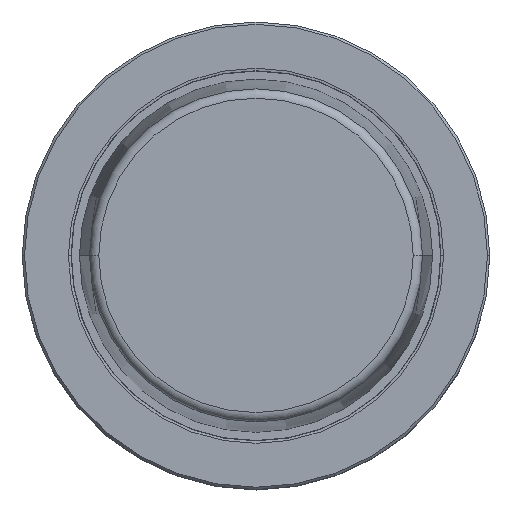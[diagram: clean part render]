
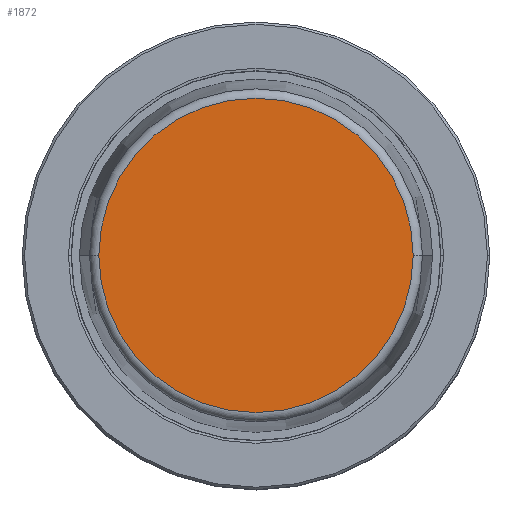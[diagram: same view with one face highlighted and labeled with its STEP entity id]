
A CAD part, top view. The second image highlights one B-rep face of the part: STEP entity #1872.
In plain terms, the highlighted planar face has unit normal (0, 0, 1).
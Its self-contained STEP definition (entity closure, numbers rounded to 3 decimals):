
#903=CARTESIAN_POINT('',(0.,0.,19.9));
#904=DIRECTION('',(0.,0.,1.));
#905=DIRECTION('',(1.,0.,0.));
#906=AXIS2_PLACEMENT_3D('',#903,#904,#905);
#911=CARTESIAN_POINT('',(0.,0.,19.9));
#912=DIRECTION('',(0.,0.,-1.));
#913=DIRECTION('',(1.,0.,0.));
#914=AXIS2_PLACEMENT_3D('',#911,#912,#913);
#981=CARTESIAN_POINT('',(13.446,0.,19.9));
#982=VERTEX_POINT('',#981);
#993=CARTESIAN_POINT('',(-13.446,0.,19.9));
#994=VERTEX_POINT('',#993);
#1863=CARTESIAN_POINT('',(0.,0.,19.9));
#1864=DIRECTION('',(0.,0.,-1.));
#1865=DIRECTION('',(-1.,0.,0.));
#1866=AXIS2_PLACEMENT_3D('',#1863,#1864,#1865);
#1867=PLANE('',#1866);
#1868=ORIENTED_EDGE('',*,*,#1842,.F.);
#1869=ORIENTED_EDGE('',*,*,#1858,.T.);
#1870=EDGE_LOOP('',(#1868,#1869));
#1871=FACE_OUTER_BOUND('',#1870,.F.);
#1872=ADVANCED_FACE('',(#1871),#1867,.F.);
#907=CIRCLE('',#906,13.446);
#915=CIRCLE('',#914,13.446);
#1842=EDGE_CURVE('',#982,#994,#907,.T.);
#1858=EDGE_CURVE('',#982,#994,#915,.T.);
